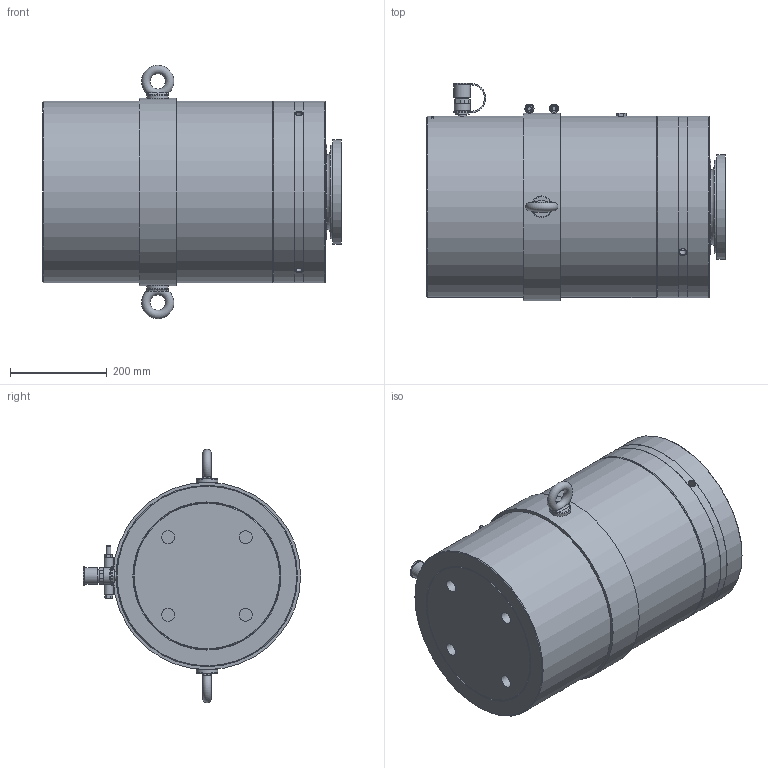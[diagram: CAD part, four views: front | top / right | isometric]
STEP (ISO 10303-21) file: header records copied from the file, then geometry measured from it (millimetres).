
FILE_DESCRIPTION (( 'STEP AP203' ), '1' );
FILE_NAME ('DER24056428_RGL50010.STEP', '2025-01-21T13:23:12', ( '' ), ( '' ), 'SwSTEP 2.0', 'SolidWorks 2022', '' );
FILE_SCHEMA (( 'CONFIG_CONTROL_DESIGN' ));
Length unit declared in the file: inch
Products named in the file (1): DER24056428_RGL50010
Bounding box: 617.49 x 449 x 523.87 mm (x, y, z)
Surface area: 1598512.3 mm2 (no closed solid volume)
Topology: 0 solids, 26 shells, 812 faces, 2193 edges, 1509 vertices
Faces by surface type: plane 456, cylinder 258, cone 57, bspline 25, torus 15, sphere 1
Full cylindrical faces by diameter (mm): 2.159 x1, 4.445 x2, 7.874 x3, 7.937 x2, 9.525 x4, 9.855 x2, 13.402 x10, 13.492 x3, 14 x1, 14.275 x2, 17.297 x1, 20 x1, 23.825 x2, 25.4 x1, 25.908 x1, 26.5 x4, 28.702 x1, 30 x1, 30.48 x1, 33.147 x1, 34.544 x1, 44.45 x2, 57.15 x1, 60.554 x1, 153.975 x1, 171.933 x1, 192.507 x1, 203.149 x17, 216.179 x1, 295.199 x1
Entity records: 40633 total; most frequent: CARTESIAN_POINT 21553, ORIENTED_EDGE 3867, DIRECTION 3836, EDGE_CURVE 1971, AXIS2_PLACEMENT_3D 1480, VERTEX_POINT 1418, EDGE_LOOP 1010, LINE 876
